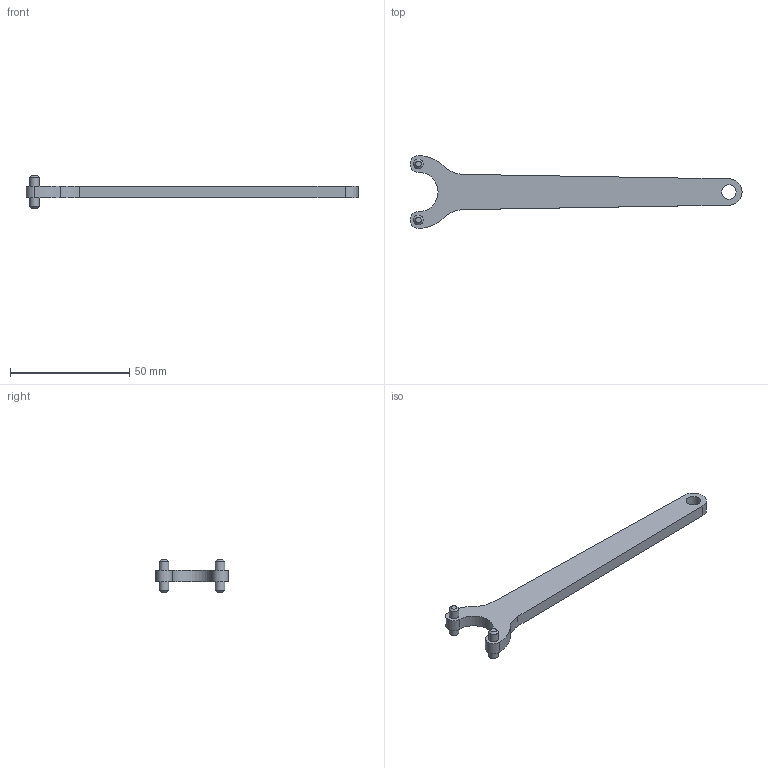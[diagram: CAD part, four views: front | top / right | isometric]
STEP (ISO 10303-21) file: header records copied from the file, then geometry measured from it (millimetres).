
FILE_DESCRIPTION( ( 'Unknown' ), '1' );
FILE_NAME( '711525000-A.stp', 'Unknown', ( 'Unknown' ), ( 'Unknown' ), 'PSStep 15.0.49', 'Unknown', ' ' );
FILE_SCHEMA( ( 'AUTOMOTIVE_DESIGN { 1 0 10303 214 1 1 1 1 }' ) );
Length unit declared in the file: millimetre
Products named in the file (3): 1; 2; 3
Bounding box: 139 x 30.5 x 13.8 mm (x, y, z)
Volume: 9297 mm3; surface area: 5822.9 mm2
Topology: 3 solids, 3 shells, 25 faces, 58 edges, 39 vertices
Faces by surface type: cylinder 13, plane 8, cone 4
Full cylindrical faces by diameter (mm): 3.999 x2, 4 x2, 6 x1
Entity records: 888 total; most frequent: DIRECTION 130, CARTESIAN_POINT 106, ORIENTED_EDGE 88, AXIS2_PLACEMENT_3D 58, EDGE_CURVE 44, EDGE_LOOP 40, VERTEX_POINT 34, FACE_OUTER_BOUND 30
